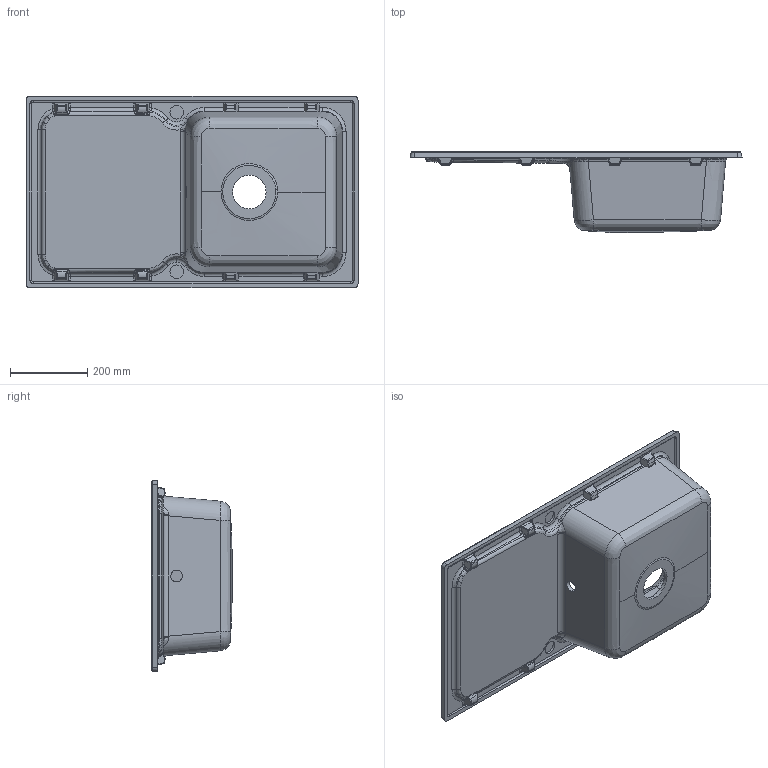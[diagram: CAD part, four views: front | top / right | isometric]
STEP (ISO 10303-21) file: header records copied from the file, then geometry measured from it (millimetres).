
FILE_DESCRIPTION (( 'STEP AP214' ), '1' );
FILE_NAME ('Orlean.STEP', '2019-02-19T14:03:57', ( '' ), ( '' ), 'SwSTEP 2.0', 'SolidWorks 2018', '' );
FILE_SCHEMA (( 'AUTOMOTIVE_DESIGN' ));
Length unit declared in the file: millimetre
Products named in the file (2): Orlean
Bounding box: 860.86 x 210 x 496.4 mm (x, y, z)
Volume: 7162000.3 mm3; surface area: 1376789.1 mm2
Topology: 1 solids, 1 shells, 740 faces, 1783 edges, 1058 vertices
Faces by surface type: bspline 354, cylinder 208, plane 113, torus 38, cone 27
Entity records: 40376 total; most frequent: CARTESIAN_POINT 25879, ORIENTED_EDGE 3562, DIRECTION 2438, EDGE_CURVE 1781, VERTEX_POINT 1058, AXIS2_PLACEMENT_3D 976, EDGE_LOOP 763, ADVANCED_FACE 740
